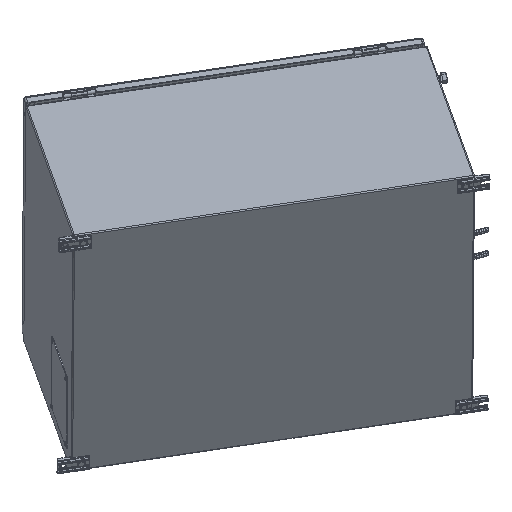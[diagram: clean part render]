
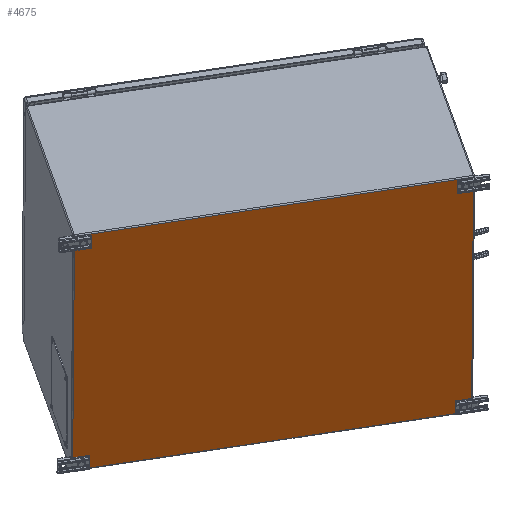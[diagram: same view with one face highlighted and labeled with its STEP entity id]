
A CAD part, front view. The second image highlights one B-rep face of the part: STEP entity #4675.
In plain terms, the highlighted planar face has unit normal (0.231, -0.741, -0.63).
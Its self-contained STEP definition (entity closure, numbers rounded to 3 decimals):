
#594 = CARTESIAN_POINT ( 'NONE',  ( -405.321, 726.252, -681.004 ) ) ;
#642 = CARTESIAN_POINT ( 'NONE',  ( -405.289, 723.048, -677.226 ) ) ;
#1187 = EDGE_CURVE ( 'NONE', #19455, #21609, #51594, .T. ) ;
#1522 = DIRECTION ( 'NONE',  ( 0.006, -0.647, 0.763 ) ) ;
#3344 = EDGE_CURVE ( 'NONE', #31235, #24248, #25494, .T. ) ;
#3373 = FACE_BOUND ( 'NONE', #6889, .T. ) ;
#4675 = ADVANCED_FACE ( 'NONE', ( #31374, #44328, #12217, #3373, #39305 ), #26971, .F. ) ;
#6206 = EDGE_CURVE ( 'NONE', #21609, #31235, #30370, .T. ) ;
#6846 = CIRCLE ( 'NONE', #47318, 4.953 ) ;
#6889 = EDGE_LOOP ( 'NONE', ( #45530, #35268 ) ) ;
#7357 = EDGE_CURVE ( 'NONE', #38130, #53592, #55355, .T. ) ;
#7460 = CIRCLE ( 'NONE', #33840, 4.953 ) ;
#7481 = ORIENTED_EDGE ( 'NONE', *, *, #57778, .F. ) ;
#7579 = EDGE_CURVE ( 'NONE', #24248, #19455, #14966, .T. ) ;
#7964 = AXIS2_PLACEMENT_3D ( 'NONE', #42334, #15507, #24704 ) ;
#8730 = DIRECTION ( 'NONE',  ( 0.006, -0.647, 0.763 ) ) ;
#8791 = CARTESIAN_POINT ( 'NONE',  ( -405.258, 719.845, -673.449 ) ) ;
#9199 = VERTEX_POINT ( 'NONE', #29413 ) ;
#9440 = CARTESIAN_POINT ( 'NONE',  ( 339.585, 500.015, -142.344 ) ) ;
#10685 = ORIENTED_EDGE ( 'NONE', *, *, #1187, .F. ) ;
#11931 = EDGE_CURVE ( 'NONE', #53592, #38130, #33253, .T. ) ;
#12081 = DIRECTION ( 'NONE',  ( -0.973, -0.18, -0.145 ) ) ;
#12217 = FACE_BOUND ( 'NONE', #31929, .T. ) ;
#12219 = DIRECTION ( 'NONE',  ( 0.006, -0.647, 0.763 ) ) ;
#12680 = CARTESIAN_POINT ( 'NONE',  ( -419.581, 538.359, -465.349 ) ) ;
#12949 = EDGE_CURVE ( 'NONE', #13632, #9199, #16435, .T. ) ;
#13481 = AXIS2_PLACEMENT_3D ( 'NONE', #55759, #19239, #15365 ) ;
#13588 = ORIENTED_EDGE ( 'NONE', *, *, #3344, .F. ) ;
#13632 = VERTEX_POINT ( 'NONE', #36944 ) ;
#14966 = LINE ( 'NONE', #33229, #29083 ) ;
#15365 = DIRECTION ( 'NONE',  ( 0.006, -0.647, 0.763 ) ) ;
#15507 = DIRECTION ( 'NONE',  ( 0.231, -0.741, -0.63 ) ) ;
#16003 = VECTOR ( 'NONE', #16817, 1000. ) ;
#16435 = CIRCLE ( 'NONE', #7964, 4.953 ) ;
#16570 = CIRCLE ( 'NONE', #27910, 4.953 ) ;
#16817 = DIRECTION ( 'NONE',  ( 0.006, -0.647, 0.763 ) ) ;
#18259 = VERTEX_POINT ( 'NONE', #8791 ) ;
#19239 = DIRECTION ( 'NONE',  ( 0.231, -0.741, -0.63 ) ) ;
#19455 = VERTEX_POINT ( 'NONE', #48491 ) ;
#20756 = CARTESIAN_POINT ( 'NONE',  ( -30.933, 417.524, -181.018 ) ) ;
#20835 = VECTOR ( 'NONE', #12081, 1000. ) ;
#20893 = AXIS2_PLACEMENT_3D ( 'NONE', #26755, #44664, #22311 ) ;
#21604 = ORIENTED_EDGE ( 'NONE', *, *, #7357, .F. ) ;
#21609 = VERTEX_POINT ( 'NONE', #40195 ) ;
#21968 = CARTESIAN_POINT ( 'NONE',  ( -32.836, 609.93, -407.896 ) ) ;
#22311 = DIRECTION ( 'NONE',  ( 0.006, -0.647, 0.763 ) ) ;
#23104 = ORIENTED_EDGE ( 'NONE', *, *, #7579, .F. ) ;
#23166 = CARTESIAN_POINT ( 'NONE',  ( 336.023, 860.235, -567.101 ) ) ;
#23478 = DIRECTION ( 'NONE',  ( 0.231, -0.741, -0.63 ) ) ;
#23979 = DIRECTION ( 'NONE',  ( 0.231, -0.741, -0.63 ) ) ;
#23988 = ORIENTED_EDGE ( 'NONE', *, *, #6206, .F. ) ;
#24248 = VERTEX_POINT ( 'NONE', #38588 ) ;
#24334 = EDGE_LOOP ( 'NONE', ( #56279, #7481 ) ) ;
#24704 = DIRECTION ( 'NONE',  ( 0.006, -0.647, 0.763 ) ) ;
#25287 = AXIS2_PLACEMENT_3D ( 'NONE', #42583, #34330, #12219 ) ;
#25494 = LINE ( 'NONE', #20756, #56285 ) ;
#26138 = AXIS2_PLACEMENT_3D ( 'NONE', #57518, #37064, #45919 ) ;
#26511 = VERTEX_POINT ( 'NONE', #52164 ) ;
#26755 = CARTESIAN_POINT ( 'NONE',  ( 336.023, 860.235, -567.101 ) ) ;
#26971 = PLANE ( 'NONE',  #37431 ) ;
#27910 = AXIS2_PLACEMENT_3D ( 'NONE', #23166, #53510, #8730 ) ;
#28543 = DIRECTION ( 'NONE',  ( -0.006, 0.647, -0.763 ) ) ;
#28885 = EDGE_CURVE ( 'NONE', #18259, #54374, #57167, .T. ) ;
#29083 = VECTOR ( 'NONE', #28543, 1000. ) ;
#29366 = CIRCLE ( 'NONE', #20893, 4.953 ) ;
#29413 = CARTESIAN_POINT ( 'NONE',  ( -401.727, 362.829, -252.469 ) ) ;
#29629 = VERTEX_POINT ( 'NONE', #36934 ) ;
#30370 = LINE ( 'NONE', #12680, #16003 ) ;
#31235 = VERTEX_POINT ( 'NONE', #45229 ) ;
#31374 = FACE_BOUND ( 'NONE', #50767, .T. ) ;
#31929 = EDGE_LOOP ( 'NONE', ( #48079, #49124 ) ) ;
#33229 = CARTESIAN_POINT ( 'NONE',  ( 353.909, 681.501, -350.444 ) ) ;
#33253 = CIRCLE ( 'NONE', #13481, 4.953 ) ;
#33840 = AXIS2_PLACEMENT_3D ( 'NONE', #642, #23979, #1522 ) ;
#34330 = DIRECTION ( 'NONE',  ( 0.231, -0.741, -0.63 ) ) ;
#35268 = ORIENTED_EDGE ( 'NONE', *, *, #48317, .F. ) ;
#36778 = EDGE_CURVE ( 'NONE', #26511, #29629, #29366, .T. ) ;
#36934 = CARTESIAN_POINT ( 'NONE',  ( 335.991, 863.438, -570.879 ) ) ;
#36944 = CARTESIAN_POINT ( 'NONE',  ( -401.664, 356.422, -244.914 ) ) ;
#36969 = CARTESIAN_POINT ( 'NONE',  ( -401.695, 359.625, -248.692 ) ) ;
#37064 = DIRECTION ( 'NONE',  ( 0.231, -0.741, -0.63 ) ) ;
#37431 = AXIS2_PLACEMENT_3D ( 'NONE', #21968, #52605, #57950 ) ;
#38130 = VERTEX_POINT ( 'NONE', #9440 ) ;
#38476 = EDGE_CURVE ( 'NONE', #9199, #13632, #6846, .T. ) ;
#38588 = CARTESIAN_POINT ( 'NONE',  ( 355.811, 489.094, -123.565 ) ) ;
#39305 = FACE_OUTER_BOUND ( 'NONE', #58136, .T. ) ;
#40195 = CARTESIAN_POINT ( 'NONE',  ( -421.484, 730.766, -692.227 ) ) ;
#42334 = CARTESIAN_POINT ( 'NONE',  ( -401.695, 359.625, -248.692 ) ) ;
#42583 = CARTESIAN_POINT ( 'NONE',  ( 339.617, 496.812, -138.566 ) ) ;
#44328 = FACE_BOUND ( 'NONE', #24334, .T. ) ;
#44664 = DIRECTION ( 'NONE',  ( 0.231, -0.741, -0.63 ) ) ;
#45229 = CARTESIAN_POINT ( 'NONE',  ( -417.678, 345.953, -238.471 ) ) ;
#45530 = ORIENTED_EDGE ( 'NONE', *, *, #28885, .F. ) ;
#45819 = DIRECTION ( 'NONE',  ( 0.006, -0.647, 0.763 ) ) ;
#45919 = DIRECTION ( 'NONE',  ( 0.006, -0.647, 0.763 ) ) ;
#47318 = AXIS2_PLACEMENT_3D ( 'NONE', #36969, #23478, #45819 ) ;
#48079 = ORIENTED_EDGE ( 'NONE', *, *, #12949, .F. ) ;
#48317 = EDGE_CURVE ( 'NONE', #54374, #18259, #7460, .T. ) ;
#48491 = CARTESIAN_POINT ( 'NONE',  ( 352.006, 873.907, -577.322 ) ) ;
#49124 = ORIENTED_EDGE ( 'NONE', *, *, #38476, .F. ) ;
#50246 = ORIENTED_EDGE ( 'NONE', *, *, #11931, .F. ) ;
#50767 = EDGE_LOOP ( 'NONE', ( #50246, #21604 ) ) ;
#51594 = LINE ( 'NONE', #52174, #20835 ) ;
#52164 = CARTESIAN_POINT ( 'NONE',  ( 336.055, 857.031, -563.324 ) ) ;
#52174 = CARTESIAN_POINT ( 'NONE',  ( -34.739, 802.336, -634.775 ) ) ;
#52605 = DIRECTION ( 'NONE',  ( -0.231, 0.741, 0.63 ) ) ;
#53118 = DIRECTION ( 'NONE',  ( 0.973, 0.18, 0.145 ) ) ;
#53510 = DIRECTION ( 'NONE',  ( 0.231, -0.741, -0.63 ) ) ;
#53592 = VERTEX_POINT ( 'NONE', #57339 ) ;
#54374 = VERTEX_POINT ( 'NONE', #594 ) ;
#55355 = CIRCLE ( 'NONE', #25287, 4.953 ) ;
#55759 = CARTESIAN_POINT ( 'NONE',  ( 339.617, 496.812, -138.566 ) ) ;
#56279 = ORIENTED_EDGE ( 'NONE', *, *, #36778, .F. ) ;
#56285 = VECTOR ( 'NONE', #53118, 1000. ) ;
#57167 = CIRCLE ( 'NONE', #26138, 4.953 ) ;
#57339 = CARTESIAN_POINT ( 'NONE',  ( 339.649, 493.608, -134.789 ) ) ;
#57518 = CARTESIAN_POINT ( 'NONE',  ( -405.289, 723.048, -677.226 ) ) ;
#57778 = EDGE_CURVE ( 'NONE', #29629, #26511, #16570, .T. ) ;
#57950 = DIRECTION ( 'NONE',  ( -0.006, 0.647, -0.763 ) ) ;
#58136 = EDGE_LOOP ( 'NONE', ( #13588, #23988, #10685, #23104 ) ) ;
